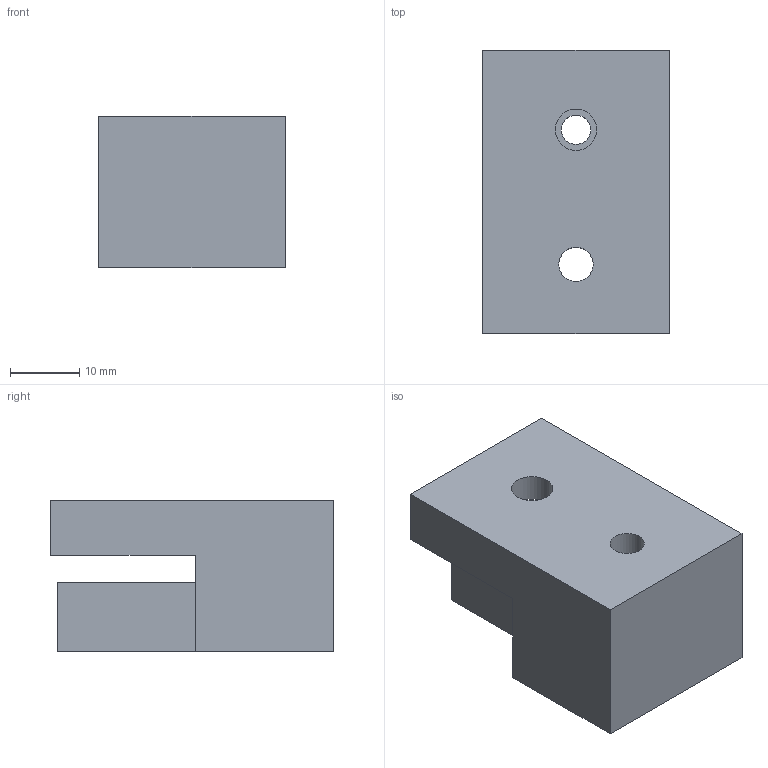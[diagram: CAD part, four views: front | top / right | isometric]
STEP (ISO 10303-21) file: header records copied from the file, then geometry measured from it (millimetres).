
FILE_DESCRIPTION(/* description */ (''),/* implementation_level */ '2;1');
FILE_NAME(/* name */ 'PDW850 hot shoe v7-support.step',/* time_stamp */ '2018-08-17T15:33:12+02:00',/* author */ ('seb.bougeard'),/* organization */ (''),/* preprocessor_version */ 'ST-DEVELOPER v17',/* originating_system */ 'Autodesk Translation Framework v7.1.0.215',/* authorisation */ '');
FILE_SCHEMA (('AUTOMOTIVE_DESIGN { 1 0 10303 214 3 1 1 }'));
Length unit declared in the file: millimetre
Products named in the file (1): PDW850 hot shoe
Bounding box: 27 x 41 x 22 mm (x, y, z)
Volume: 16534.1 mm3; surface area: 6096 mm2
Topology: 1 solids, 1 shells, 21 faces, 55 edges, 36 vertices
Faces by surface type: plane 18, cylinder 3
Full cylindrical faces by diameter (mm): 4.234 x1, 5 x1, 6 x1
Entity records: 691 total; most frequent: CARTESIAN_POINT 113, ORIENTED_EDGE 110, DIRECTION 105, EDGE_CURVE 55, LINE 49, VECTOR 49, VERTEX_POINT 36, AXIS2_PLACEMENT_3D 28
